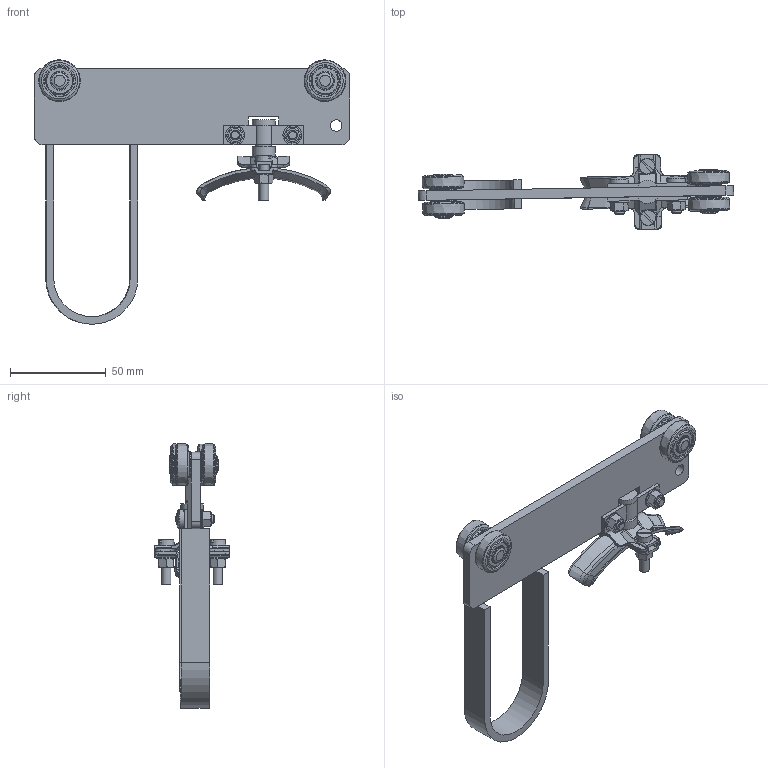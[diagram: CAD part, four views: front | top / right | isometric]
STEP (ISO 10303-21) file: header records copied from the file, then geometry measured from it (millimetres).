
FILE_DESCRIPTION(('STEP AP214'),'1');
FILE_NAME('PMH Medbringarvagn 135M.stp','2013-08-16T07:17:59',(' '),(' '),'Spatial InterOp 3D',' ',' ');
FILE_SCHEMA(('automotive_design'));
Length unit declared in the file: millimetre
Products named in the file (149): PMH Kabelskena medbringarvagn 135M; NAUO20; NAUO18; NAUO16; NAUO14; NAUO12; NAUO19; NAUO34; NAUO17; NAUO43; NAUO42; NAUO41; NAUO40; NAUO39; NAUO38; NAUO37; NAUO35; NAUO15; NAUO33; NAUO32; NAUO30; NAUO28; NAUO25; NAUO13; NAUO22; NAUO21
Assembly tree (166 placements, depth 3):
  PMH Kabelskena medbringarvagn 135M
    NAUO20  x2
    NAUO18  x4
    NAUO16  x2
    NAUO14  x2
    NAUO12  x2
    NAUO19  x2
      NAUO34
    NAUO17
      NAUO43
      NAUO42  x2
      NAUO41
      NAUO40
      NAUO39
      NAUO39
      NAUO39
      NAUO39
      NAUO39
      NAUO39
      NAUO39
      NAUO39
      NAUO39
      NAUO39
      NAUO39
      NAUO39
      NAUO39
      NAUO39
      NAUO39
      NAUO39
      NAUO39
      NAUO39
      NAUO39
      NAUO39
      NAUO39
      NAUO39
      NAUO39
      NAUO39
      NAUO39
      NAUO39
      NAUO39
      NAUO39
      NAUO39
      NAUO39
      NAUO39
      NAUO39
      NAUO39
      NAUO39
      NAUO39
      NAUO39
      NAUO39
      NAUO39
      NAUO39
      NAUO39
      NAUO39
      NAUO39
      NAUO39
      NAUO39
      NAUO39
      NAUO39
      NAUO39
Bounding box: 165.06 x 39.16 x 138.48 mm (x, y, z)
Volume: 61580.1 mm3; surface area: 49608.1 mm2
Topology: 72 solids, 195 shells, 922 faces, 2589 edges, 1913 vertices
Faces by surface type: plane 402, cylinder 251, cone 99, torus 73, bspline 59, sphere 38
Full cylindrical faces by diameter (mm): 4.134 x4, 4.51 x2, 5 x4, 5.2 x6, 5.3 x4, 5.4 x2, 5.9 x1, 5.98 x2, 6 x8, 6.2 x4, 8 x1, 8.3 x1, 8.5 x2, 9.9 x16, 10 x2, 11.48 x8, 11.88 x4, 12 x2, 13.5 x4, 14.82 x4, 15.08 x8, 16.4 x8, 16.7 x16
Entity records: 39658 total; most frequent: CARTESIAN_POINT 16614, ORIENTED_EDGE 2908, DIRECTION 2687, EDGE_CURVE 1814, VERTEX_POINT 1486, AXIS2_PLACEMENT_3D 1060, B_SPLINE_CURVE_WITH_KNOTS 897, EDGE_LOOP 756
